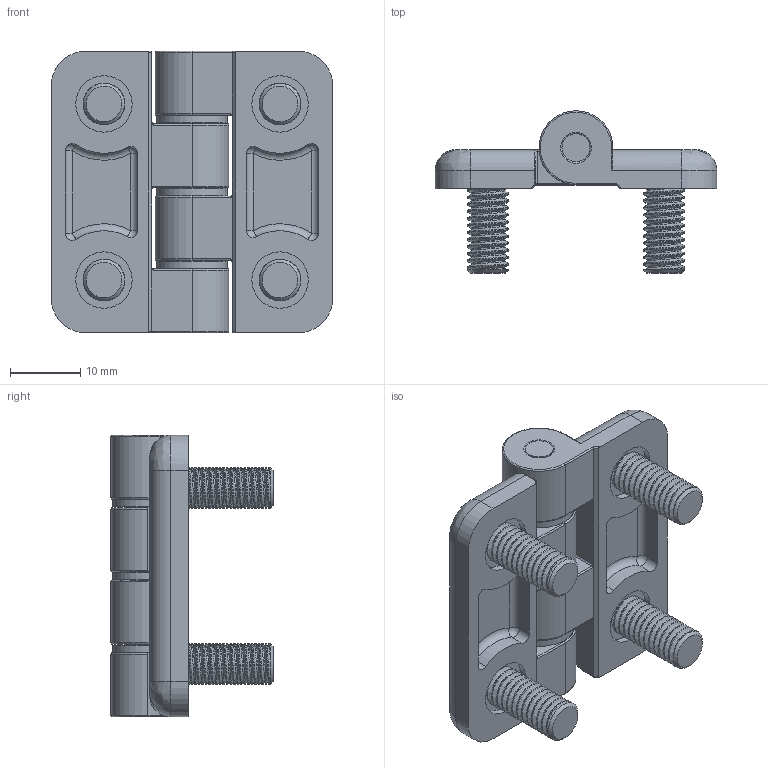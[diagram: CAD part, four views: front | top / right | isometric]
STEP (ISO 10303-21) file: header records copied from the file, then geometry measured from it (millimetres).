
FILE_DESCRIPTION(/* description */ (''),/* implementation_level */ '2;1');
FILE_NAME(/* name */ 'HS4040-B.stp',/* time_stamp */ '2024-10-12T09:15:20+09:00',/* author */ ('user'),/* organization */ (''),/* preprocessor_version */ 'ST-DEVELOPER v15.6',/* originating_system */ 'Autodesk Inventor 2015',/* authorisation */ '');
FILE_SCHEMA (('AUTOMOTIVE_DESIGN { 1 0 10303 214 3 1 1 }'));
Length unit declared in the file: millimetre
Products named in the file (4): HC-1340_날개; HC-1340_핀; HC-1340_와샤; HS4040-B
Bounding box: 40 x 23 x 40 mm (x, y, z)
Volume: 9792.2 mm3; surface area: 8069.1 mm2
Topology: 6 solids, 6 shells, 199 faces, 523 edges, 346 vertices
Faces by surface type: cylinder 91, plane 56, torus 28, bspline 12, sphere 8, cone 4
Full cylindrical faces by diameter (mm): 4 x8, 8 x4, 10 x3
Entity records: 23241 total; most frequent: CARTESIAN_POINT 20758, DIRECTION 498, ORIENTED_EDGE 496, EDGE_CURVE 248, AXIS2_PLACEMENT_3D 211, VERTEX_POINT 170, EDGE_LOOP 120, CIRCLE 101
